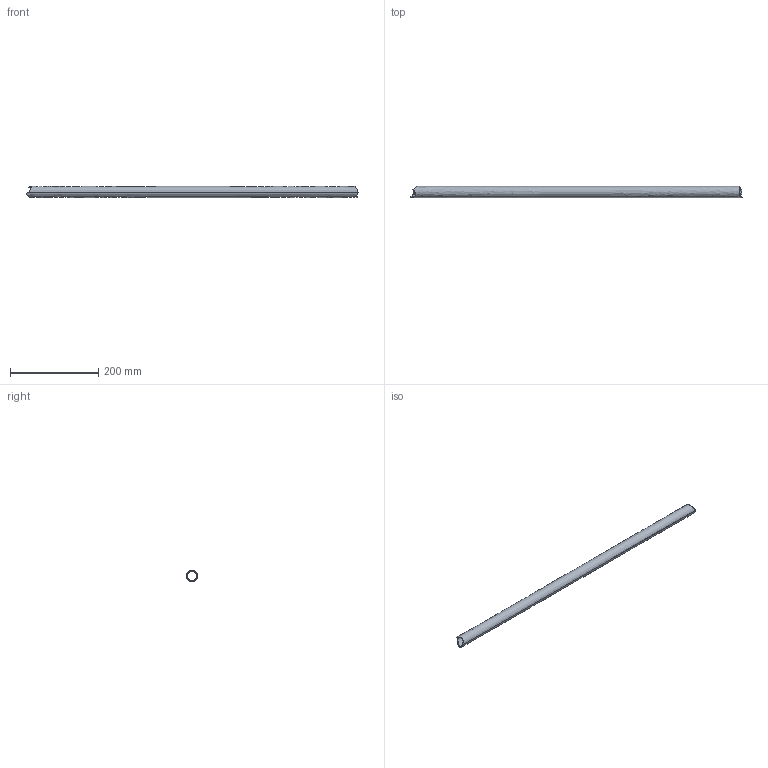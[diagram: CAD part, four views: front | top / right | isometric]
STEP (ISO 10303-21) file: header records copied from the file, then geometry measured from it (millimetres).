
FILE_DESCRIPTION(('CATIA V5 STEP Exchange'),'2;1');
FILE_NAME('916.stp','2017-12-22T21:45:34+00:00',('none'),('none'),'CATIA Version 5 Release 19 SP 2 (IN-10)','CATIA V5 STEP AP203','none');
FILE_SCHEMA(('CONFIG_CONTROL_DESIGN'));
Length unit declared in the file: millimetre
Products named in the file (1): Shape_916
Bounding box: 751.71 x 25 x 25 mm (x, y, z)
Volume: 81629 mm3; surface area: 109171.4 mm2
Topology: 1 solids, 1 shells, 14 faces, 39 edges, 25 vertices
Faces by surface type: cylinder 8, bspline 4, plane 2
Entity records: 776 total; most frequent: CARTESIAN_POINT 472, ORIENTED_EDGE 78, EDGE_CURVE 39, B_SPLINE_CURVE_WITH_KNOTS 27, VERTEX_POINT 25, DIRECTION 18, ADVANCED_FACE 14, EDGE_LOOP 14
